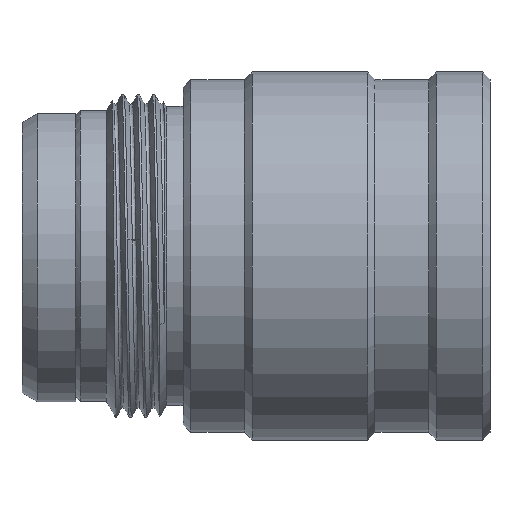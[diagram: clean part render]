
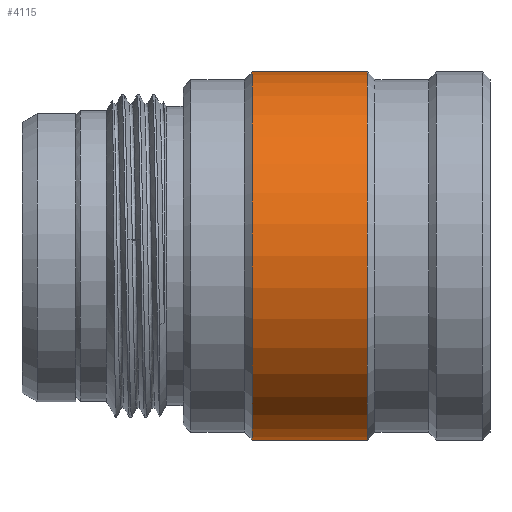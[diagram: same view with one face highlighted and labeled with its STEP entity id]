
A CAD part, top view. The second image highlights one B-rep face of the part: STEP entity #4115.
In plain terms, the highlighted cylindrical face has radius 12 mm (diameter 24 mm), a partial arc.
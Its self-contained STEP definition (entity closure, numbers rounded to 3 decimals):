
#1154=CARTESIAN_POINT('',(11.5,12.,-12.));
#1155=DIRECTION('',(1.,0.,0.));
#1156=DIRECTION('',(0.,1.,0.));
#1157=AXIS2_PLACEMENT_3D('',#1154,#1155,#1156);
#1172=DIRECTION('',(-1.,0.,0.));
#1173=VECTOR('',#1172,7.5);
#1174=CARTESIAN_POINT('',(19.,24.,-12.));
#1175=LINE('151',#1174,#1173);
#1176=DIRECTION('',(-1.,0.,0.));
#1177=VECTOR('',#1176,7.5);
#1178=CARTESIAN_POINT('',(19.,0.,-12.));
#1179=LINE('157',#1178,#1177);
#1185=CARTESIAN_POINT('',(19.,12.,-12.));
#1186=DIRECTION('',(1.,0.,0.));
#1187=DIRECTION('',(0.,1.,0.));
#1188=AXIS2_PLACEMENT_3D('',#1185,#1186,#1187);
#2535=CARTESIAN_POINT('',(19.,24.,-12.));
#2536=VERTEX_POINT('',#2535);
#2537=CARTESIAN_POINT('',(11.5,24.,-12.));
#2538=VERTEX_POINT('',#2537);
#2551=CARTESIAN_POINT('',(19.,0.,-12.));
#2552=VERTEX_POINT('',#2551);
#2553=CARTESIAN_POINT('',(11.5,0.,-12.));
#2554=VERTEX_POINT('',#2553);
#4103=CARTESIAN_POINT('',(-1.35,12.,-12.));
#4104=DIRECTION('',(1.,0.,0.));
#4105=DIRECTION('',(0.,-1.,0.));
#4106=AXIS2_PLACEMENT_3D('',#4103,#4104,#4105);
#4107=CYLINDRICAL_SURFACE('75',#4106,12.);
#4108=ORIENTED_EDGE('151',*,*,#4093,.F.);
#4110=ORIENTED_EDGE('164',*,*,#4109,.T.);
#4111=ORIENTED_EDGE('157',*,*,#4096,.T.);
#4112=ORIENTED_EDGE('165',*,*,#4067,.F.);
#4113=EDGE_LOOP('75',(#4108,#4110,#4111,#4112));
#4114=FACE_OUTER_BOUND('75',#4113,.F.);
#1158=CIRCLE('165',#1157,12.);
#1189=CIRCLE('164',#1188,12.);
#4067=EDGE_CURVE('165',#2538,#2554,#1158,.T.);
#4093=EDGE_CURVE('151',#2536,#2538,#1175,.T.);
#4096=EDGE_CURVE('157',#2552,#2554,#1179,.T.);
#4109=EDGE_CURVE('164',#2536,#2552,#1189,.T.);
#4115=ADVANCED_FACE('75',(#4114),#4107,.T.);
